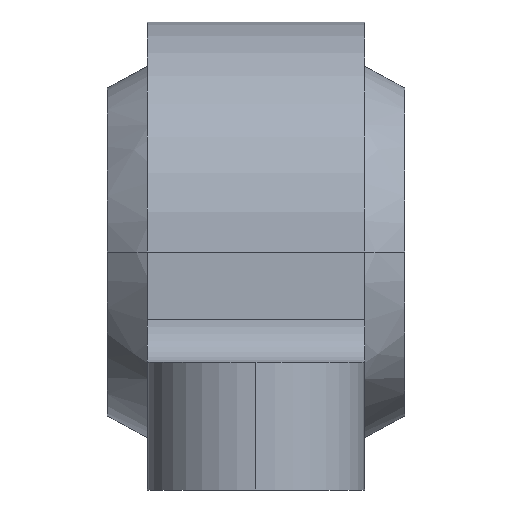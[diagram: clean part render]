
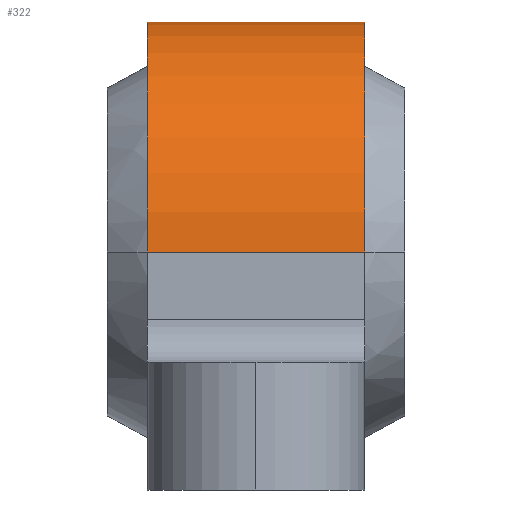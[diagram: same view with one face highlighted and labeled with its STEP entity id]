
A CAD part, left-side view. The second image highlights one B-rep face of the part: STEP entity #322.
In plain terms, the highlighted cylindrical face has radius 27 mm (diameter 54 mm), a partial arc.
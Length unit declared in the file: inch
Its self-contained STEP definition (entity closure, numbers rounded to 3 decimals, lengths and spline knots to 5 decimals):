
#14 = ORIENTED_EDGE ( 'NONE', *, *, #1133, .F. ) ;
#28 = DIRECTION ( 'NONE',  ( 0., -1., 0. ) ) ;
#37 = AXIS2_PLACEMENT_3D ( 'NONE', #1783, #28, #1489 ) ;
#70 = CARTESIAN_POINT ( 'NONE',  ( 0., -0.50256, 0.00009 ) ) ;
#149 = EDGE_CURVE ( 'NONE', #759, #1030, #1656, .T. ) ;
#157 = ORIENTED_EDGE ( 'NONE', *, *, #149, .F. ) ;
#171 = CARTESIAN_POINT ( 'NONE',  ( -1.06299, 0.50256, 0. ) ) ;
#231 = DIRECTION ( 'NONE',  ( 0., 0., -1. ) ) ;
#294 = EDGE_LOOP ( 'NONE', ( #1632, #588, #14, #157 ) ) ;
#322 = ADVANCED_FACE ( 'NONE', ( #726 ), #404, .T. ) ;
#331 = LINE ( 'NONE', #1511, #1235 ) ;
#349 = EDGE_CURVE ( 'NONE', #759, #1461, #331, .T. ) ;
#404 = CYLINDRICAL_SURFACE ( 'NONE', #603, 1.06299 ) ;
#469 = VECTOR ( 'NONE', #746, 39.37008 ) ;
#480 = DIRECTION ( 'NONE',  ( 0., -1., 0. ) ) ;
#563 = CARTESIAN_POINT ( 'NONE',  ( 1.06299, 0.50256, 0. ) ) ;
#588 = ORIENTED_EDGE ( 'NONE', *, *, #1258, .T. ) ;
#603 = AXIS2_PLACEMENT_3D ( 'NONE', #931, #480, #1089 ) ;
#726 = FACE_OUTER_BOUND ( 'NONE', #294, .T. ) ;
#746 = DIRECTION ( 'NONE',  ( 0., 1., 0. ) ) ;
#759 = VERTEX_POINT ( 'NONE', #813 ) ;
#813 = CARTESIAN_POINT ( 'NONE',  ( 1.06299, -0.50256, 0. ) ) ;
#931 = CARTESIAN_POINT ( 'NONE',  ( 0., 0.50256, 0.00009 ) ) ;
#1030 = VERTEX_POINT ( 'NONE', #1303 ) ;
#1089 = DIRECTION ( 'NONE',  ( 0., 0., -1. ) ) ;
#1113 = VERTEX_POINT ( 'NONE', #1181 ) ;
#1133 = EDGE_CURVE ( 'NONE', #1030, #1113, #1655, .T. ) ;
#1181 = CARTESIAN_POINT ( 'NONE',  ( -1.06299, 0.50256, 0. ) ) ;
#1235 = VECTOR ( 'NONE', #1668, 39.37008 ) ;
#1255 = DIRECTION ( 'NONE',  ( 0., -1., 0. ) ) ;
#1258 = EDGE_CURVE ( 'NONE', #1461, #1113, #1313, .T. ) ;
#1303 = CARTESIAN_POINT ( 'NONE',  ( -1.06299, -0.50256, 0. ) ) ;
#1313 = CIRCLE ( 'NONE', #37, 1.06299 ) ;
#1461 = VERTEX_POINT ( 'NONE', #563 ) ;
#1471 = AXIS2_PLACEMENT_3D ( 'NONE', #70, #1255, #231 ) ;
#1489 = DIRECTION ( 'NONE',  ( 0., 0., -1. ) ) ;
#1511 = CARTESIAN_POINT ( 'NONE',  ( 1.06299, 0.50256, 0. ) ) ;
#1632 = ORIENTED_EDGE ( 'NONE', *, *, #349, .T. ) ;
#1655 = LINE ( 'NONE', #171, #469 ) ;
#1656 = CIRCLE ( 'NONE', #1471, 1.06299 ) ;
#1668 = DIRECTION ( 'NONE',  ( 0., 1., 0. ) ) ;
#1783 = CARTESIAN_POINT ( 'NONE',  ( 0., 0.50256, 0.00009 ) ) ;
